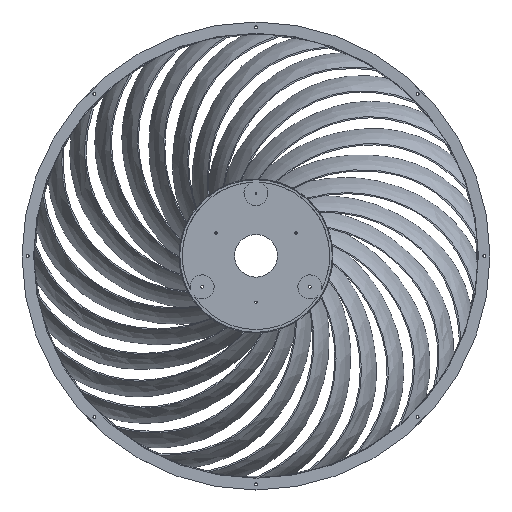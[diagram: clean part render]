
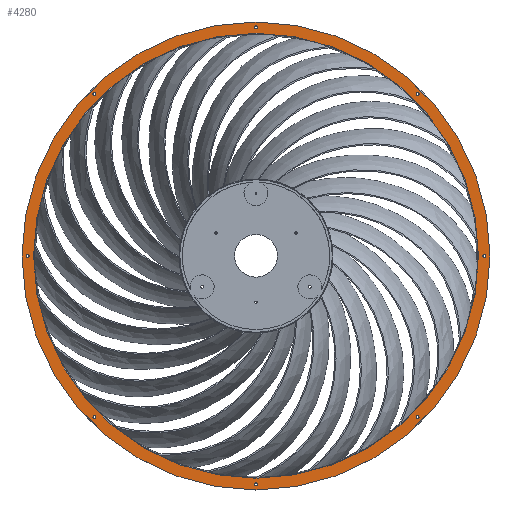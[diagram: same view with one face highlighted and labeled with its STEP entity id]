
A CAD part, top view. The second image highlights one B-rep face of the part: STEP entity #4280.
In plain terms, the highlighted planar face has unit normal (0, 0, 1).
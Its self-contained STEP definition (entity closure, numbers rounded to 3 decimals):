
#196=FACE_BOUND('',#778,.T.);
#197=FACE_BOUND('',#779,.T.);
#198=FACE_BOUND('',#780,.T.);
#199=FACE_BOUND('',#781,.T.);
#200=FACE_BOUND('',#782,.T.);
#201=FACE_BOUND('',#783,.T.);
#202=FACE_BOUND('',#784,.T.);
#203=FACE_BOUND('',#785,.T.);
#204=FACE_BOUND('',#786,.T.);
#250=PLANE('',#4714);
#508=FACE_OUTER_BOUND('',#777,.T.);
#777=EDGE_LOOP('',(#3987));
#778=EDGE_LOOP('',(#3988));
#779=EDGE_LOOP('',(#3989));
#780=EDGE_LOOP('',(#3990));
#781=EDGE_LOOP('',(#3991));
#782=EDGE_LOOP('',(#3992));
#783=EDGE_LOOP('',(#3993));
#784=EDGE_LOOP('',(#3994));
#785=EDGE_LOOP('',(#3995));
#786=EDGE_LOOP('',(#3996));
#1362=CIRCLE('',#4483,1.7);
#1365=CIRCLE('',#4493,1.7);
#1421=CIRCLE('',#4569,250.);
#1450=CIRCLE('',#4599,1.7);
#1453=CIRCLE('',#4603,1.7);
#1456=CIRCLE('',#4607,1.7);
#1459=CIRCLE('',#4611,1.7);
#1462=CIRCLE('',#4615,1.7);
#1465=CIRCLE('',#4619,1.7);
#1500=CIRCLE('',#4713,263.);
#1773=VERTEX_POINT('',#7280);
#1781=VERTEX_POINT('',#7349);
#1880=VERTEX_POINT('',#16741);
#1909=VERTEX_POINT('',#17650);
#1911=VERTEX_POINT('',#17657);
#1913=VERTEX_POINT('',#17664);
#1915=VERTEX_POINT('',#17671);
#1917=VERTEX_POINT('',#17678);
#1919=VERTEX_POINT('',#17685);
#1956=VERTEX_POINT('',#25907);
#2283=EDGE_CURVE('',#1773,#1773,#1362,.T.);
#2296=EDGE_CURVE('',#1781,#1781,#1365,.T.);
#2472=EDGE_CURVE('',#1880,#1880,#1421,.T.);
#2529=EDGE_CURVE('',#1909,#1909,#1450,.T.);
#2533=EDGE_CURVE('',#1911,#1911,#1453,.T.);
#2537=EDGE_CURVE('',#1913,#1913,#1456,.T.);
#2541=EDGE_CURVE('',#1915,#1915,#1459,.T.);
#2545=EDGE_CURVE('',#1917,#1917,#1462,.T.);
#2549=EDGE_CURVE('',#1919,#1919,#1465,.T.);
#2635=EDGE_CURVE('',#1956,#1956,#1500,.T.);
#3987=ORIENTED_EDGE('',*,*,#2635,.T.);
#3988=ORIENTED_EDGE('',*,*,#2529,.T.);
#3989=ORIENTED_EDGE('',*,*,#2533,.T.);
#3990=ORIENTED_EDGE('',*,*,#2537,.T.);
#3991=ORIENTED_EDGE('',*,*,#2283,.T.);
#3992=ORIENTED_EDGE('',*,*,#2541,.T.);
#3993=ORIENTED_EDGE('',*,*,#2545,.T.);
#3994=ORIENTED_EDGE('',*,*,#2549,.T.);
#3995=ORIENTED_EDGE('',*,*,#2296,.T.);
#3996=ORIENTED_EDGE('',*,*,#2472,.T.);
#4280=ADVANCED_FACE('',(#508,#196,#197,#198,#199,#200,#201,#202,#203,#204),
#250,.F.);
#4483=AXIS2_PLACEMENT_3D('',#7282,#5184,#5185);
#4493=AXIS2_PLACEMENT_3D('',#7351,#5207,#5208);
#4569=AXIS2_PLACEMENT_3D('',#16742,#5364,#5365);
#4599=AXIS2_PLACEMENT_3D('',#17652,#5425,#5426);
#4603=AXIS2_PLACEMENT_3D('',#17659,#5434,#5435);
#4607=AXIS2_PLACEMENT_3D('',#17666,#5443,#5444);
#4611=AXIS2_PLACEMENT_3D('',#17673,#5452,#5453);
#4615=AXIS2_PLACEMENT_3D('',#17680,#5461,#5462);
#4619=AXIS2_PLACEMENT_3D('',#17687,#5470,#5471);
#4713=AXIS2_PLACEMENT_3D('',#25908,#5678,#5679);
#4714=AXIS2_PLACEMENT_3D('',#25910,#5681,#5682);
#5184=DIRECTION('center_axis',(0.,0.,
-1.));
#5185=DIRECTION('ref_axis',(-1.,0.,0.));
#5207=DIRECTION('center_axis',(0.,0.,
-1.));
#5208=DIRECTION('ref_axis',(-1.,0.,0.));
#5364=DIRECTION('center_axis',(0.,0.,
-1.));
#5365=DIRECTION('ref_axis',(1.,0.,0.));
#5425=DIRECTION('center_axis',(0.,0.,
-1.));
#5426=DIRECTION('ref_axis',(-1.,0.,0.));
#5434=DIRECTION('center_axis',(0.,0.,
-1.));
#5435=DIRECTION('ref_axis',(-1.,0.,0.));
#5443=DIRECTION('center_axis',(0.,0.,
-1.));
#5444=DIRECTION('ref_axis',(-1.,0.,0.));
#5452=DIRECTION('center_axis',(0.,0.,
-1.));
#5453=DIRECTION('ref_axis',(-1.,0.,0.));
#5461=DIRECTION('center_axis',(0.,0.,
-1.));
#5462=DIRECTION('ref_axis',(-1.,0.,0.));
#5470=DIRECTION('center_axis',(0.,0.,
-1.));
#5471=DIRECTION('ref_axis',(-1.,0.,0.));
#5678=DIRECTION('center_axis',(0.,0.,
1.));
#5679=DIRECTION('ref_axis',(1.,0.,0.));
#5681=DIRECTION('center_axis',(0.,0.,
-1.));
#5682=DIRECTION('ref_axis',(1.,0.,0.));
#7280=CARTESIAN_POINT('',(258.426,0.27,-56.));
#7282=CARTESIAN_POINT('Origin',(256.726,0.27,-56.));
#7349=CARTESIAN_POINT('',(183.232,-181.265,-56.));
#7351=CARTESIAN_POINT('Origin',(181.532,-181.265,-56.));
#16741=CARTESIAN_POINT('',(-250.004,0.27,-56.));
#16742=CARTESIAN_POINT('Origin',(-0.004,0.27,
-56.));
#17650=CARTESIAN_POINT('',(1.696,-256.46,-56.));
#17652=CARTESIAN_POINT('Origin',(-0.004,-256.46,
-56.));
#17657=CARTESIAN_POINT('',(-255.033,0.27,-56.));
#17659=CARTESIAN_POINT('Origin',(-256.733,0.27,-56.));
#17664=CARTESIAN_POINT('',(1.696,257.,-56.));
#17666=CARTESIAN_POINT('Origin',(-0.004,257.,
-56.));
#17671=CARTESIAN_POINT('',(183.232,181.806,-56.));
#17673=CARTESIAN_POINT('Origin',(181.532,181.806,-56.));
#17678=CARTESIAN_POINT('',(-179.839,181.806,-56.));
#17680=CARTESIAN_POINT('Origin',(-181.539,181.806,-56.));
#17685=CARTESIAN_POINT('',(-179.839,-181.265,-56.));
#17687=CARTESIAN_POINT('Origin',(-181.539,-181.265,-56.));
#25907=CARTESIAN_POINT('',(-263.,0.,-56.));
#25908=CARTESIAN_POINT('Origin',(0.,0.,
-56.));
#25910=CARTESIAN_POINT('Origin',(0.,0.,
-56.));
